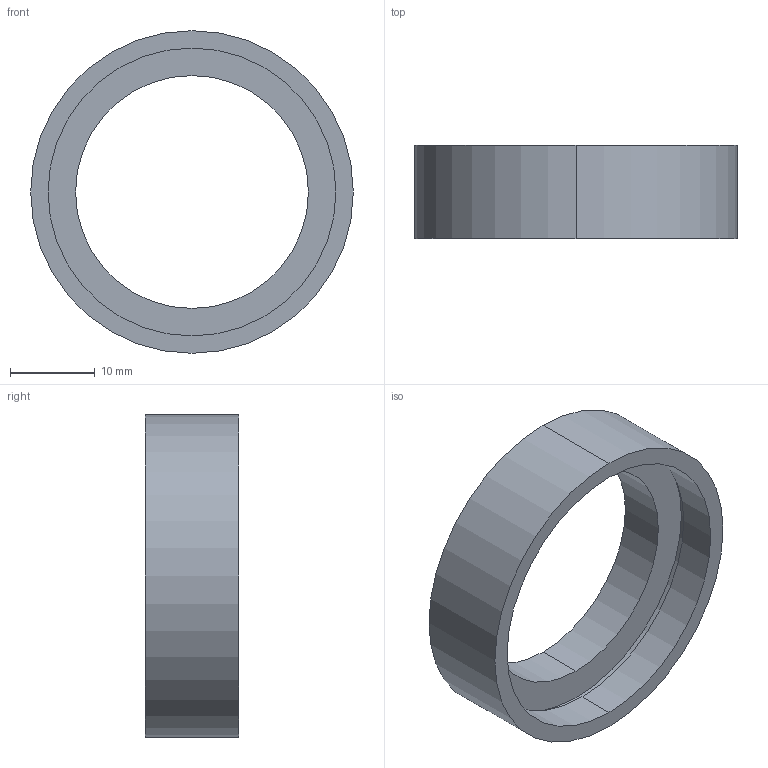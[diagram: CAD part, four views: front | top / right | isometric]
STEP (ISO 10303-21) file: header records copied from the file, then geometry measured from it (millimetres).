
FILE_DESCRIPTION (( 'STEP AP214' ), '1' );
FILE_NAME ('504055.STEP', '2019-10-09T06:21:47', ( 'user' ), ( '微软中国' ), 'SwSTEP 2.0', 'SolidWorks 2016', '' );
FILE_SCHEMA (( 'AUTOMOTIVE_DESIGN' ));
Length unit declared in the file: millimetre
Products named in the file (1): 504055
Bounding box: 38.1 x 11 x 38.1 mm (x, y, z)
Volume: 4215.5 mm3; surface area: 3605.8 mm2
Topology: 1 solids, 1 shells, 12 faces, 24 edges, 16 vertices
Faces by surface type: cylinder 8, plane 4
Entity records: 406 total; most frequent: DIRECTION 66, CARTESIAN_POINT 53, ORIENTED_EDGE 48, AXIS2_PLACEMENT_3D 29, EDGE_CURVE 24, CIRCLE 16, EDGE_LOOP 16, VERTEX_POINT 16
